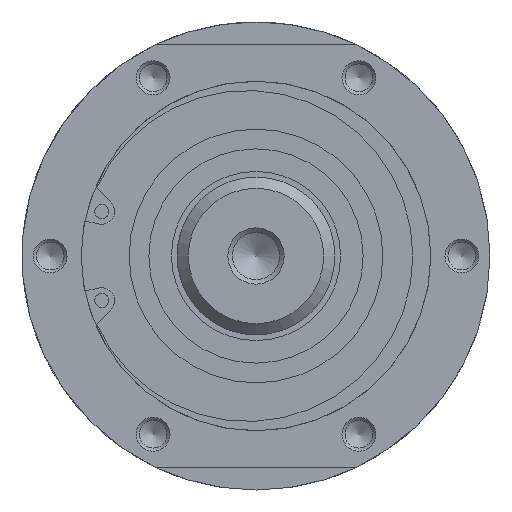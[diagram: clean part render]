
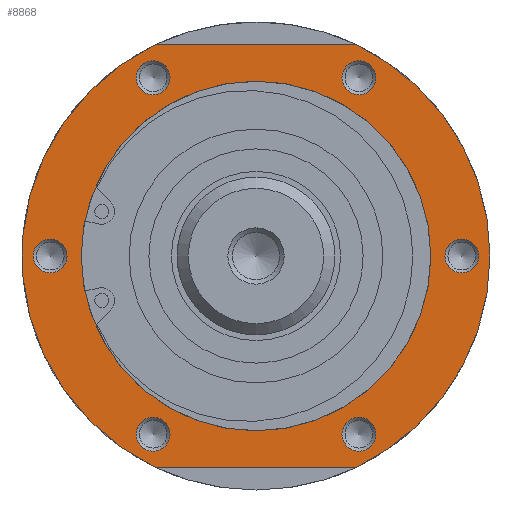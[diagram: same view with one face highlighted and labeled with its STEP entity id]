
A CAD part, left-side view. The second image highlights one B-rep face of the part: STEP entity #8868.
In plain terms, the highlighted planar face has unit normal (-1, 0, 0).
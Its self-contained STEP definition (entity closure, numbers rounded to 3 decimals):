
#240=FACE_BOUND('',#1293,.T.);
#241=FACE_BOUND('',#1294,.T.);
#242=FACE_BOUND('',#1295,.T.);
#243=FACE_BOUND('',#1296,.T.);
#244=FACE_BOUND('',#1297,.T.);
#245=FACE_BOUND('',#1298,.T.);
#246=FACE_BOUND('',#1299,.T.);
#379=PLANE('',#9717);
#714=FACE_OUTER_BOUND('',#1292,.T.);
#1292=EDGE_LOOP('',(#6655,#6656,#6657,#6658,#6659));
#1293=EDGE_LOOP('',(#6660));
#1294=EDGE_LOOP('',(#6661));
#1295=EDGE_LOOP('',(#6662));
#1296=EDGE_LOOP('',(#6663,#6664));
#1297=EDGE_LOOP('',(#6665));
#1298=EDGE_LOOP('',(#6666));
#1299=EDGE_LOOP('',(#6667));
#1942=LINE('',#14919,#2472);
#1943=LINE('',#14925,#2473);
#2472=VECTOR('',#11677,10.);
#2473=VECTOR('',#11682,10.);
#2890=CIRCLE('',#9665,31.);
#2891=CIRCLE('',#9666,31.);
#2907=CIRCLE('',#9693,3.);
#2910=CIRCLE('',#9698,3.);
#2913=CIRCLE('',#9703,3.);
#2916=CIRCLE('',#9708,3.);
#2919=CIRCLE('',#9713,3.);
#2922=CIRCLE('',#9718,41.5);
#2923=CIRCLE('',#9719,41.5);
#2924=CIRCLE('',#9720,41.5);
#2925=CIRCLE('',#9721,3.);
#3718=VERTEX_POINT('',#14809);
#3719=VERTEX_POINT('',#14811);
#3740=VERTEX_POINT('',#14867);
#3743=VERTEX_POINT('',#14877);
#3746=VERTEX_POINT('',#14887);
#3749=VERTEX_POINT('',#14897);
#3752=VERTEX_POINT('',#14907);
#3755=VERTEX_POINT('',#14917);
#3756=VERTEX_POINT('',#14918);
#3757=VERTEX_POINT('',#14920);
#3758=VERTEX_POINT('',#14922);
#3759=VERTEX_POINT('',#14924);
#3760=VERTEX_POINT('',#14927);
#4753=EDGE_CURVE('',#3719,#3718,#2890,.T.);
#4754=EDGE_CURVE('',#3718,#3719,#2891,.T.);
#4777=EDGE_CURVE('',#3740,#3740,#2907,.T.);
#4782=EDGE_CURVE('',#3743,#3743,#2910,.T.);
#4787=EDGE_CURVE('',#3746,#3746,#2913,.T.);
#4792=EDGE_CURVE('',#3749,#3749,#2916,.T.);
#4797=EDGE_CURVE('',#3752,#3752,#2919,.T.);
#4802=EDGE_CURVE('',#3755,#3756,#1942,.T.);
#4803=EDGE_CURVE('',#3757,#3756,#2922,.T.);
#4804=EDGE_CURVE('',#3758,#3757,#2923,.T.);
#4805=EDGE_CURVE('',#3758,#3759,#1943,.T.);
#4806=EDGE_CURVE('',#3755,#3759,#2924,.T.);
#4807=EDGE_CURVE('',#3760,#3760,#2925,.T.);
#6655=ORIENTED_EDGE('',*,*,#4802,.T.);
#6656=ORIENTED_EDGE('',*,*,#4803,.F.);
#6657=ORIENTED_EDGE('',*,*,#4804,.F.);
#6658=ORIENTED_EDGE('',*,*,#4805,.T.);
#6659=ORIENTED_EDGE('',*,*,#4806,.F.);
#6660=ORIENTED_EDGE('',*,*,#4797,.F.);
#6661=ORIENTED_EDGE('',*,*,#4787,.F.);
#6662=ORIENTED_EDGE('',*,*,#4777,.F.);
#6663=ORIENTED_EDGE('',*,*,#4753,.T.);
#6664=ORIENTED_EDGE('',*,*,#4754,.T.);
#6665=ORIENTED_EDGE('',*,*,#4782,.F.);
#6666=ORIENTED_EDGE('',*,*,#4792,.F.);
#6667=ORIENTED_EDGE('',*,*,#4807,.F.);
#8868=ADVANCED_FACE('',(#714,#240,#241,#242,#243,#244,#245,#246),#379,.T.);
#9665=AXIS2_PLACEMENT_3D('',#14812,#11554,#11555);
#9666=AXIS2_PLACEMENT_3D('',#14813,#11556,#11557);
#9693=AXIS2_PLACEMENT_3D('',#14868,#11617,#11618);
#9698=AXIS2_PLACEMENT_3D('',#14878,#11629,#11630);
#9703=AXIS2_PLACEMENT_3D('',#14888,#11641,#11642);
#9708=AXIS2_PLACEMENT_3D('',#14898,#11653,#11654);
#9713=AXIS2_PLACEMENT_3D('',#14908,#11665,#11666);
#9717=AXIS2_PLACEMENT_3D('',#14916,#11675,#11676);
#9718=AXIS2_PLACEMENT_3D('',#14921,#11678,#11679);
#9719=AXIS2_PLACEMENT_3D('',#14923,#11680,#11681);
#9720=AXIS2_PLACEMENT_3D('',#14926,#11683,#11684);
#9721=AXIS2_PLACEMENT_3D('',#14928,#11685,#11686);
#11554=DIRECTION('center_axis',(1.,0.,0.));
#11555=DIRECTION('ref_axis',(0.,1.,0.));
#11556=DIRECTION('center_axis',(1.,0.,0.));
#11557=DIRECTION('ref_axis',(0.,1.,0.));
#11617=DIRECTION('center_axis',(-1.,0.,0.));
#11618=DIRECTION('ref_axis',(0.,-0.866,-0.5));
#11629=DIRECTION('center_axis',(-1.,0.,0.));
#11630=DIRECTION('ref_axis',(0.,0.,
-1.));
#11641=DIRECTION('center_axis',(-1.,0.,0.));
#11642=DIRECTION('ref_axis',(0.,-0.866,0.5));
#11653=DIRECTION('center_axis',(-1.,0.,0.));
#11654=DIRECTION('ref_axis',(0.,0.866,-0.5));
#11665=DIRECTION('center_axis',(-1.,0.,0.));
#11666=DIRECTION('ref_axis',(0.,0.,
1.));
#11675=DIRECTION('center_axis',(-1.,0.,0.));
#11676=DIRECTION('ref_axis',(0.,0.,
1.));
#11677=DIRECTION('',(0.,-1.,0.));
#11678=DIRECTION('center_axis',(1.,0.,0.));
#11679=DIRECTION('ref_axis',(0.,1.,0.));
#11680=DIRECTION('center_axis',(1.,0.,0.));
#11681=DIRECTION('ref_axis',(0.,1.,0.));
#11682=DIRECTION('',(0.,1.,0.));
#11683=DIRECTION('center_axis',(1.,0.,0.));
#11684=DIRECTION('ref_axis',(0.,1.,0.));
#11685=DIRECTION('center_axis',(-1.,0.,0.));
#11686=DIRECTION('ref_axis',(0.,0.866,0.5));
#14809=CARTESIAN_POINT('',(-225.,-31.,0.));
#14811=CARTESIAN_POINT('',(-225.,31.,0.));
#14812=CARTESIAN_POINT('Origin',(-225.,0.,
0.));
#14813=CARTESIAN_POINT('Origin',(-225.,0.,
0.));
#14867=CARTESIAN_POINT('',(-225.,20.848,-30.11));
#14868=CARTESIAN_POINT('Origin',(-225.,18.25,-31.61));
#14877=CARTESIAN_POINT('',(-225.,36.5,3.));
#14878=CARTESIAN_POINT('Origin',(-225.,36.5,0.));
#14887=CARTESIAN_POINT('',(-225.,-15.652,-33.11));
#14888=CARTESIAN_POINT('Origin',(-225.,-18.25,-31.61));
#14897=CARTESIAN_POINT('',(-225.,15.652,33.11));
#14898=CARTESIAN_POINT('Origin',(-225.,18.25,31.61));
#14907=CARTESIAN_POINT('',(-225.,-36.5,-3.));
#14908=CARTESIAN_POINT('Origin',(-225.,-36.5,0.));
#14916=CARTESIAN_POINT('Origin',(-225.,36.25,0.));
#14917=CARTESIAN_POINT('',(-225.,17.776,-37.5));
#14918=CARTESIAN_POINT('',(-225.,-17.776,-37.5));
#14919=CARTESIAN_POINT('',(-225.,4.214,-37.5));
#14920=CARTESIAN_POINT('',(-225.,-41.5,0.));
#14921=CARTESIAN_POINT('Origin',(-225.,0.,
0.));
#14922=CARTESIAN_POINT('',(-225.,-17.776,37.5));
#14923=CARTESIAN_POINT('Origin',(-225.,0.,
0.));
#14924=CARTESIAN_POINT('',(-225.,17.776,37.5));
#14925=CARTESIAN_POINT('',(-225.,32.036,37.5));
#14926=CARTESIAN_POINT('Origin',(-225.,0.,
0.));
#14927=CARTESIAN_POINT('',(-225.,-20.848,30.11));
#14928=CARTESIAN_POINT('Origin',(-225.,-18.25,31.61));
